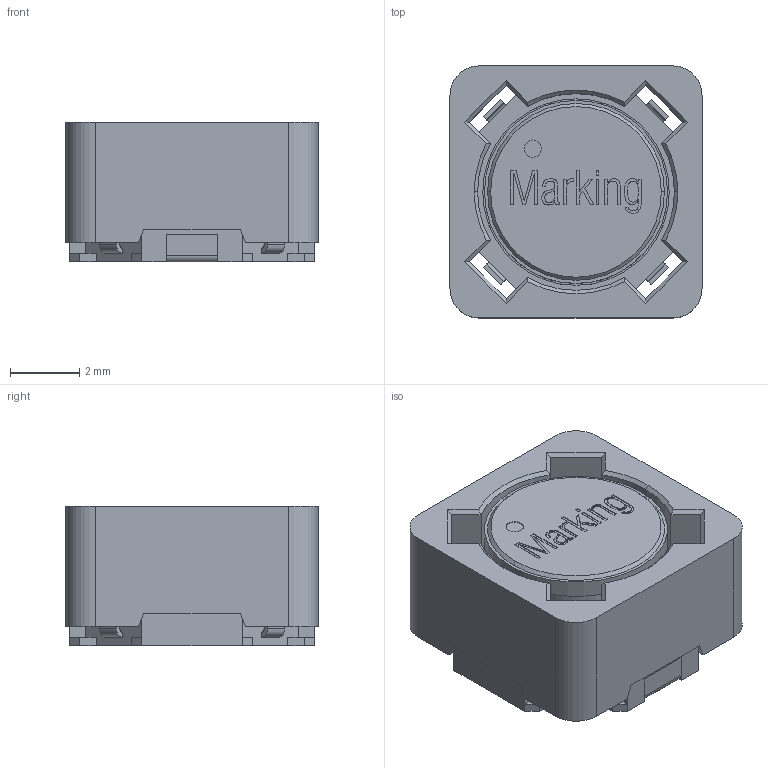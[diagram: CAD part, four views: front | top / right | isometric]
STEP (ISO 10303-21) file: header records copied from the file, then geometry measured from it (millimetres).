
FILE_DESCRIPTION(('STEP AP203'),'1');
FILE_NAME('7687779221.stp','2021-04-16T15:48:10',('TraceParts'),('TraceParts S.A.'),'Spatial InterOp 3D',' ',' ');
FILE_SCHEMA(('CONFIG_CONTROL_DESIGN'));
Length unit declared in the file: millimetre
Products named in the file (1): 1
Bounding box: 7.3 x 7.3 x 4.05 mm (x, y, z)
Volume: 136.4 mm3; surface area: 500.2 mm2
Topology: 5 solids, 5 shells, 352 faces, 962 edges, 626 vertices
Faces by surface type: plane 255, cylinder 56, extrusion 27, cone 10, torus 4
Entity records: 11795 total; most frequent: CARTESIAN_POINT 3052, ORIENTED_EDGE 1924, DIRECTION 1599, EDGE_CURVE 962, VECTOR 647, VERTEX_POINT 626, LINE 620, AXIS2_PLACEMENT_3D 476
